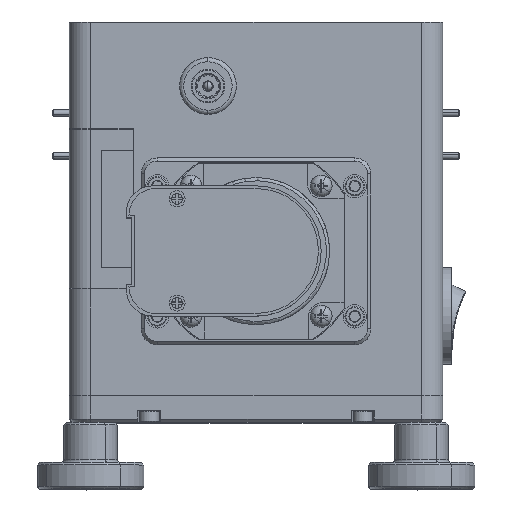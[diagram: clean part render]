
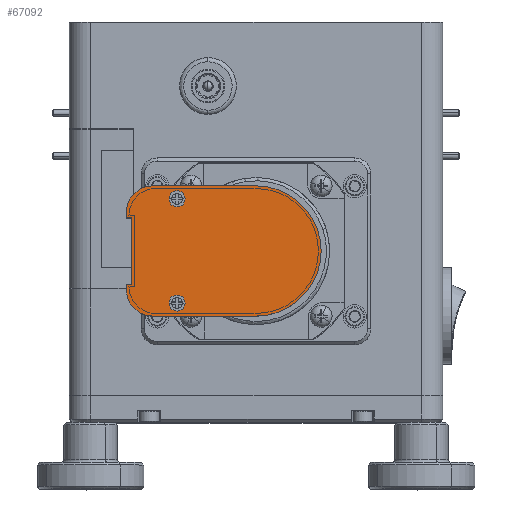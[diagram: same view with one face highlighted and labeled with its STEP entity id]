
A CAD part, top view. The second image highlights one B-rep face of the part: STEP entity #67092.
In plain terms, the highlighted planar face has unit normal (0, 0, 1).
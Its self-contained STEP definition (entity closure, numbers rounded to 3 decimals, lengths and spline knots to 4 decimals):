
#140 = VECTOR ( 'NONE', #47462, 39.3701 ) ;
#452 = CARTESIAN_POINT ( 'NONE',  ( -0.74, 1.1137, 3.6497 ) ) ;
#2126 = FACE_BOUND ( 'NONE', #41493, .T. ) ;
#2446 = DIRECTION ( 'NONE',  ( -1., 0., 0. ) ) ;
#2639 = FACE_BOUND ( 'NONE', #25349, .T. ) ;
#4657 = EDGE_CURVE ( 'NONE', #52319, #46428, #91321, .T. ) ;
#5010 = VERTEX_POINT ( 'NONE', #61533 ) ;
#5665 = EDGE_CURVE ( 'NONE', #46428, #52319, #11772, .T. ) ;
#5822 = CARTESIAN_POINT ( 'NONE',  ( -0.665, 2.0897, 3.6497 ) ) ;
#6345 = DIRECTION ( 'NONE',  ( 0., 0., 1. ) ) ;
#7954 = ORIENTED_EDGE ( 'NONE', *, *, #9281, .T. ) ;
#8557 = EDGE_CURVE ( 'NONE', #38166, #5010, #19818, .T. ) ;
#8993 = LINE ( 'NONE', #47935, #140 ) ;
#9281 = EDGE_CURVE ( 'NONE', #97395, #90418, #90429, .T. ) ;
#9330 = ORIENTED_EDGE ( 'NONE', *, *, #5665, .F. ) ;
#10592 = ORIENTED_EDGE ( 'NONE', *, *, #75981, .F. ) ;
#11772 = CIRCLE ( 'NONE', #85184, 0.075 ) ;
#13150 = VERTEX_POINT ( 'NONE', #65718 ) ;
#14813 = CARTESIAN_POINT ( 'NONE',  ( -1.215, 1.9117, 3.6497 ) ) ;
#15176 = DIRECTION ( 'NONE',  ( -1., 0., 0. ) ) ;
#15396 = CARTESIAN_POINT ( 'NONE',  ( -0.965, 0.9917, 3.6497 ) ) ;
#15479 = LINE ( 'NONE', #45961, #26493 ) ;
#16890 = VERTEX_POINT ( 'NONE', #14813 ) ;
#17114 = ORIENTED_EDGE ( 'NONE', *, *, #8557, .T. ) ;
#17553 = DIRECTION ( 'NONE',  ( 0., 0., 1. ) ) ;
#18114 = EDGE_LOOP ( 'NONE', ( #39628, #18385, #17114, #74458, #90320, #76828, #7954, #57308, #89310, #90352 ) ) ;
#18385 = ORIENTED_EDGE ( 'NONE', *, *, #66220, .T. ) ;
#19818 = CIRCLE ( 'NONE', #64560, 0.25 ) ;
#21038 = DIRECTION ( 'NONE',  ( 1., 0., 0. ) ) ;
#22960 = CIRCLE ( 'NONE', #97966, 0.25 ) ;
#25100 = DIRECTION ( 'NONE',  ( -1., 0., 0. ) ) ;
#25349 = EDGE_LOOP ( 'NONE', ( #10592, #81314 ) ) ;
#26493 = VECTOR ( 'NONE', #52951, 39.3701 ) ;
#28967 = CARTESIAN_POINT ( 'NONE',  ( -0.74, 1.1137, 3.6497 ) ) ;
#31792 = EDGE_CURVE ( 'NONE', #71220, #40755, #89401, .T. ) ;
#32592 = CARTESIAN_POINT ( 'NONE',  ( 0., 1.6017, 3.6497 ) ) ;
#33034 = VERTEX_POINT ( 'NONE', #92049 ) ;
#33095 = FACE_OUTER_BOUND ( 'NONE', #18114, .T. ) ;
#34154 = CARTESIAN_POINT ( 'NONE',  ( -0.965, 0.9917, 3.6497 ) ) ;
#34195 = CARTESIAN_POINT ( 'NONE',  ( -1.215, 1.9117, 3.6497 ) ) ;
#35033 = EDGE_CURVE ( 'NONE', #33034, #13150, #91489, .T. ) ;
#35239 = VECTOR ( 'NONE', #21038, 39.3701 ) ;
#35661 = EDGE_CURVE ( 'NONE', #56339, #33034, #87660, .T. ) ;
#36968 = EDGE_CURVE ( 'NONE', #5010, #16890, #97728, .T. ) ;
#37249 = CARTESIAN_POINT ( 'NONE',  ( -1.215, 1.2917, 3.6497 ) ) ;
#37698 = CARTESIAN_POINT ( 'NONE',  ( -0.74, 2.0897, 3.6497 ) ) ;
#38166 = VERTEX_POINT ( 'NONE', #43265 ) ;
#38933 = VECTOR ( 'NONE', #80129, 39.3701 ) ;
#38935 = EDGE_CURVE ( 'NONE', #40807, #97395, #15479, .T. ) ;
#39628 = ORIENTED_EDGE ( 'NONE', *, *, #35033, .T. ) ;
#39785 = CARTESIAN_POINT ( 'NONE',  ( -0.815, 2.0897, 3.6497 ) ) ;
#40755 = VERTEX_POINT ( 'NONE', #80285 ) ;
#40807 = VERTEX_POINT ( 'NONE', #96785 ) ;
#41493 = EDGE_LOOP ( 'NONE', ( #76742, #9330 ) ) ;
#42740 = CARTESIAN_POINT ( 'NONE',  ( -0.965, 1.2417, 3.6497 ) ) ;
#43265 = CARTESIAN_POINT ( 'NONE',  ( -0.965, 2.2117, 3.6497 ) ) ;
#43462 = DIRECTION ( 'NONE',  ( 0., 0., 1. ) ) ;
#44691 = DIRECTION ( 'NONE',  ( 0., 0., 1. ) ) ;
#45679 = DIRECTION ( 'NONE',  ( -1., 0., 0. ) ) ;
#45961 = CARTESIAN_POINT ( 'NONE',  ( -1.165, 1.9117, 3.6497 ) ) ;
#46112 = CIRCLE ( 'NONE', #71680, 0.075 ) ;
#46428 = VERTEX_POINT ( 'NONE', #39785 ) ;
#47462 = DIRECTION ( 'NONE',  ( -1., 0., 0. ) ) ;
#47935 = CARTESIAN_POINT ( 'NONE',  ( 0., 2.2117, 3.6497 ) ) ;
#50087 = CARTESIAN_POINT ( 'NONE',  ( -1.215, 1.2417, 3.6497 ) ) ;
#51759 = CARTESIAN_POINT ( 'NONE',  ( -1.215, 1.9617, 3.6497 ) ) ;
#52319 = VERTEX_POINT ( 'NONE', #5822 ) ;
#52951 = DIRECTION ( 'NONE',  ( 0., -1., 0. ) ) ;
#53951 = DIRECTION ( 'NONE',  ( 0., -1., 0. ) ) ;
#55725 = EDGE_CURVE ( 'NONE', #16890, #40807, #57187, .T. ) ;
#55839 = AXIS2_PLACEMENT_3D ( 'NONE', #452, #85400, #2446 ) ;
#56339 = VERTEX_POINT ( 'NONE', #15396 ) ;
#57104 = CARTESIAN_POINT ( 'NONE',  ( -1.165, 1.2917, 3.6497 ) ) ;
#57156 = LINE ( 'NONE', #80646, #38933 ) ;
#57187 = LINE ( 'NONE', #34195, #35239 ) ;
#57308 = ORIENTED_EDGE ( 'NONE', *, *, #78909, .T. ) ;
#58268 = DIRECTION ( 'NONE',  ( 0., 0., 1. ) ) ;
#59165 = CARTESIAN_POINT ( 'NONE',  ( -1.165, 1.2917, 3.6497 ) ) ;
#59667 = EDGE_CURVE ( 'NONE', #65364, #56339, #22960, .T. ) ;
#59981 = DIRECTION ( 'NONE',  ( -1., 0., 0. ) ) ;
#61533 = CARTESIAN_POINT ( 'NONE',  ( -1.215, 1.9617, 3.6497 ) ) ;
#62569 = PLANE ( 'NONE',  #73755 ) ;
#62615 = AXIS2_PLACEMENT_3D ( 'NONE', #77633, #63129, #15176 ) ;
#63129 = DIRECTION ( 'NONE',  ( 0., 0., 1. ) ) ;
#64560 = AXIS2_PLACEMENT_3D ( 'NONE', #68747, #6345, #75772 ) ;
#65364 = VERTEX_POINT ( 'NONE', #50087 ) ;
#65718 = CARTESIAN_POINT ( 'NONE',  ( 0., 2.2117, 3.6497 ) ) ;
#66220 = EDGE_CURVE ( 'NONE', #13150, #38166, #8993, .T. ) ;
#67092 = ADVANCED_FACE ( 'NONE', ( #2639, #2126, #33095 ), #62569, .T. ) ;
#67659 = VECTOR ( 'NONE', #89607, 39.3701 ) ;
#68747 = CARTESIAN_POINT ( 'NONE',  ( -0.965, 1.9617, 3.6497 ) ) ;
#69918 = CARTESIAN_POINT ( 'NONE',  ( 0., 1.6017, 3.6497 ) ) ;
#71220 = VERTEX_POINT ( 'NONE', #93138 ) ;
#71680 = AXIS2_PLACEMENT_3D ( 'NONE', #28967, #43462, #59981 ) ;
#73755 = AXIS2_PLACEMENT_3D ( 'NONE', #32592, #17553, #25100 ) ;
#74458 = ORIENTED_EDGE ( 'NONE', *, *, #36968, .T. ) ;
#75772 = DIRECTION ( 'NONE',  ( 0., -1., 0. ) ) ;
#75981 = EDGE_CURVE ( 'NONE', #40755, #71220, #46112, .T. ) ;
#76742 = ORIENTED_EDGE ( 'NONE', *, *, #4657, .F. ) ;
#76828 = ORIENTED_EDGE ( 'NONE', *, *, #38935, .T. ) ;
#77633 = CARTESIAN_POINT ( 'NONE',  ( -0.74, 2.0897, 3.6497 ) ) ;
#78909 = EDGE_CURVE ( 'NONE', #90418, #65364, #57156, .T. ) ;
#79759 = DIRECTION ( 'NONE',  ( 0., -1., 0. ) ) ;
#80129 = DIRECTION ( 'NONE',  ( 0., -1., 0. ) ) ;
#80285 = CARTESIAN_POINT ( 'NONE',  ( -0.665, 1.1137, 3.6497 ) ) ;
#80290 = AXIS2_PLACEMENT_3D ( 'NONE', #69918, #93408, #53951 ) ;
#80646 = CARTESIAN_POINT ( 'NONE',  ( -1.215, 1.2917, 3.6497 ) ) ;
#81261 = DIRECTION ( 'NONE',  ( 0., -1., 0. ) ) ;
#81314 = ORIENTED_EDGE ( 'NONE', *, *, #31792, .F. ) ;
#83525 = VECTOR ( 'NONE', #87605, 39.3701 ) ;
#83637 = VECTOR ( 'NONE', #81261, 39.3701 ) ;
#85184 = AXIS2_PLACEMENT_3D ( 'NONE', #37698, #44691, #45679 ) ;
#85400 = DIRECTION ( 'NONE',  ( 0., 0., 1. ) ) ;
#87605 = DIRECTION ( 'NONE',  ( -1., 0., 0. ) ) ;
#87660 = LINE ( 'NONE', #34154, #67659 ) ;
#89310 = ORIENTED_EDGE ( 'NONE', *, *, #59667, .T. ) ;
#89401 = CIRCLE ( 'NONE', #55839, 0.075 ) ;
#89607 = DIRECTION ( 'NONE',  ( 1., 0., 0. ) ) ;
#90320 = ORIENTED_EDGE ( 'NONE', *, *, #55725, .T. ) ;
#90352 = ORIENTED_EDGE ( 'NONE', *, *, #35661, .T. ) ;
#90418 = VERTEX_POINT ( 'NONE', #37249 ) ;
#90429 = LINE ( 'NONE', #57104, #83525 ) ;
#91321 = CIRCLE ( 'NONE', #62615, 0.075 ) ;
#91489 = CIRCLE ( 'NONE', #80290, 0.61 ) ;
#92049 = CARTESIAN_POINT ( 'NONE',  ( 0., 0.9917, 3.6497 ) ) ;
#93138 = CARTESIAN_POINT ( 'NONE',  ( -0.815, 1.1137, 3.6497 ) ) ;
#93408 = DIRECTION ( 'NONE',  ( 0., 0., 1. ) ) ;
#96785 = CARTESIAN_POINT ( 'NONE',  ( -1.165, 1.9117, 3.6497 ) ) ;
#97395 = VERTEX_POINT ( 'NONE', #59165 ) ;
#97728 = LINE ( 'NONE', #51759, #83637 ) ;
#97966 = AXIS2_PLACEMENT_3D ( 'NONE', #42740, #58268, #79759 ) ;
